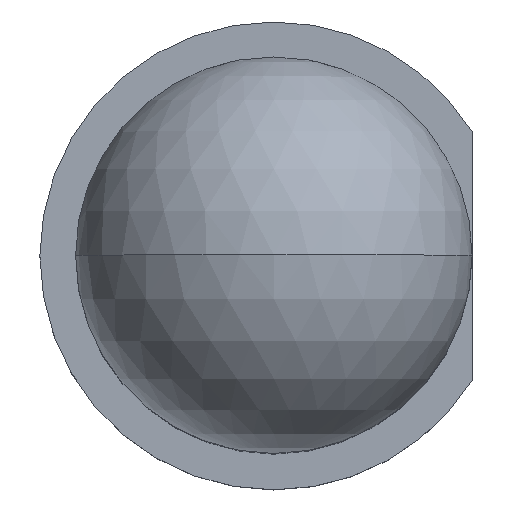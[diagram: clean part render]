
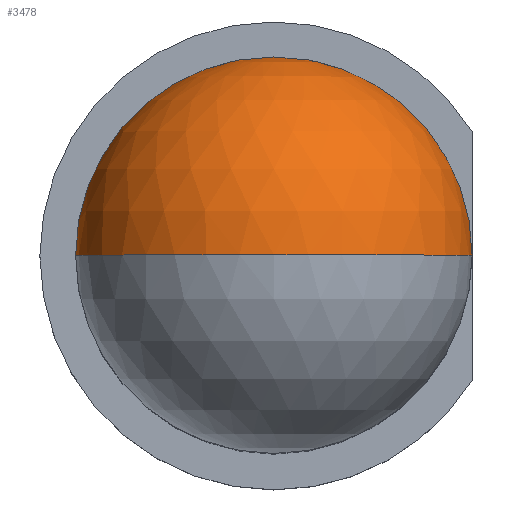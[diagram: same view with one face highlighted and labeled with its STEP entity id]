
A CAD part, top view. The second image highlights one B-rep face of the part: STEP entity #3478.
In plain terms, the highlighted spherical face has radius 2.5 mm.
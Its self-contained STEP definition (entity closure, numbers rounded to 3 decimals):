
#24 = VERTEX_POINT('',#25);
#25 = CARTESIAN_POINT('',(-2.5,0.,6.15));
#50 = VERTEX_POINT('',#51);
#51 = CARTESIAN_POINT('',(2.5,0.,6.15));
#72 = EDGE_CURVE('',#73,#50,#75,.T.);
#73 = VERTEX_POINT('',#74);
#74 = CARTESIAN_POINT('',(0.,0.,8.65));
#75 = CIRCLE('',#76,2.5);
#76 = AXIS2_PLACEMENT_3D('',#77,#78,#79);
#77 = CARTESIAN_POINT('',(0.,0.,6.15));
#78 = DIRECTION('',(0.,1.,0.));
#79 = DIRECTION('',(-1.,0.,0.));
#81 = EDGE_CURVE('',#73,#24,#82,.T.);
#82 = CIRCLE('',#83,2.5);
#83 = AXIS2_PLACEMENT_3D('',#84,#85,#86);
#84 = CARTESIAN_POINT('',(0.,0.,6.15));
#85 = DIRECTION('',(0.,-1.,0.));
#86 = DIRECTION('',(1.,0.,0.));
#3478 = ADVANCED_FACE('',(#3479),#3499,.T.);
#3479 = FACE_BOUND('',#3480,.T.);
#3480 = EDGE_LOOP('',(#3481,#3482,#3483,#3492));
#3481 = ORIENTED_EDGE('',*,*,#81,.F.);
#3482 = ORIENTED_EDGE('',*,*,#72,.T.);
#3483 = ORIENTED_EDGE('',*,*,#3484,.F.);
#3484 = EDGE_CURVE('',#3485,#50,#3487,.T.);
#3485 = VERTEX_POINT('',#3486);
#3486 = CARTESIAN_POINT('',(0.,2.5,6.15));
#3487 = CIRCLE('',#3488,2.5);
#3488 = AXIS2_PLACEMENT_3D('',#3489,#3490,#3491);
#3489 = CARTESIAN_POINT('',(0.,0.,6.15)
  );
#3490 = DIRECTION('',(0.,0.,-1.));
#3491 = DIRECTION('',(1.,0.,0.));
#3492 = ORIENTED_EDGE('',*,*,#3493,.F.);
#3493 = EDGE_CURVE('',#24,#3485,#3494,.T.);
#3494 = CIRCLE('',#3495,2.5);
#3495 = AXIS2_PLACEMENT_3D('',#3496,#3497,#3498);
#3496 = CARTESIAN_POINT('',(0.,0.,6.15)
  );
#3497 = DIRECTION('',(0.,0.,-1.));
#3498 = DIRECTION('',(1.,0.,0.));
#3499 = SPHERICAL_SURFACE('',#3500,2.5);
#3500 = AXIS2_PLACEMENT_3D('',#3501,#3502,#3503);
#3501 = CARTESIAN_POINT('',(0.,0.,6.15));
#3502 = DIRECTION('',(0.,-1.,0.));
#3503 = DIRECTION('',(1.,0.,0.));
